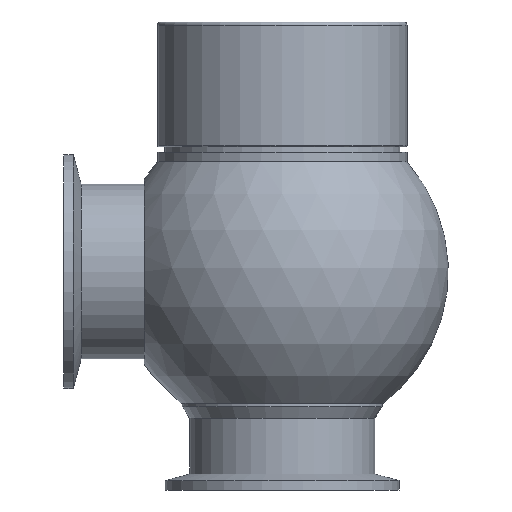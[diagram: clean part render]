
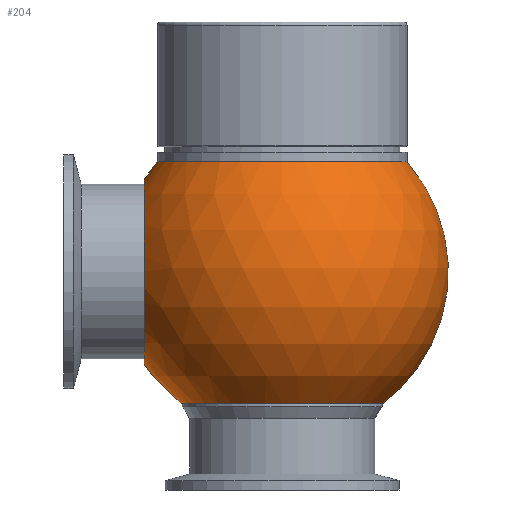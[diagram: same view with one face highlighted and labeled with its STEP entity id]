
A CAD part, front view. The second image highlights one B-rep face of the part: STEP entity #204.
In plain terms, the highlighted spherical face has radius 53.25 mm.
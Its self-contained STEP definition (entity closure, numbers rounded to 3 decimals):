
#204 = ADVANCED_FACE( '', ( #379, #380, #381 ), #382, .T. );
#379 = FACE_BOUND( '', #561, .T. );
#380 = FACE_OUTER_BOUND( '', #562, .T. );
#381 = FACE_OUTER_BOUND( '', #563, .T. );
#382 = SPHERICAL_SURFACE( '', #564, 53.25 );
#561 = EDGE_LOOP( '', ( #769 ) );
#562 = EDGE_LOOP( '', ( #770 ) );
#563 = EDGE_LOOP( '', ( #771 ) );
#564 = AXIS2_PLACEMENT_3D( '', #772, #773, #774 );
#769 = ORIENTED_EDGE( '', *, *, #955, .F. );
#770 = ORIENTED_EDGE( '', *, *, #926, .F. );
#771 = ORIENTED_EDGE( '', *, *, #949, .F. );
#772 = CARTESIAN_POINT( '', ( 0., 0., 0. ) );
#773 = DIRECTION( '', ( 0., 0., -1. ) );
#774 = DIRECTION( '', ( 1., 0., 0. ) );
#926 = EDGE_CURVE( '', #1021, #1021, #1022, .F. );
#949 = EDGE_CURVE( '', #1058, #1058, #1059, .F. );
#955 = EDGE_CURVE( '', #1067, #1067, #1068, .F. );
#1021 = VERTEX_POINT( '', #1146 );
#1022 = CIRCLE( '', #1147, 32.411 );
#1058 = VERTEX_POINT( '', #1183 );
#1059 = CIRCLE( '', #1184, 39.912 );
#1067 = VERTEX_POINT( '', #1192 );
#1068 = CIRCLE( '', #1193, 29.623 );
#1146 = CARTESIAN_POINT( '', ( 32.411, 0., -42.25 ) );
#1147 = AXIS2_PLACEMENT_3D( '', #1276, #1277, #1278 );
#1183 = CARTESIAN_POINT( '', ( -39.912, 0., 35.25 ) );
#1184 = AXIS2_PLACEMENT_3D( '', #1318, #1319, #1320 );
#1192 = CARTESIAN_POINT( '', ( -44.25, 0., -29.623 ) );
#1193 = AXIS2_PLACEMENT_3D( '', #1327, #1328, #1329 );
#1276 = CARTESIAN_POINT( '', ( 0., 0., -42.25 ) );
#1277 = DIRECTION( '', ( 0., 0., 1. ) );
#1278 = DIRECTION( '', ( 1., 0., 0. ) );
#1318 = CARTESIAN_POINT( '', ( 0., 0., 35.25 ) );
#1319 = DIRECTION( '', ( 0., 0., -1. ) );
#1320 = DIRECTION( '', ( -1., 0., 0. ) );
#1327 = CARTESIAN_POINT( '', ( -44.25, 0., 0. ) );
#1328 = DIRECTION( '', ( 1., 0., 0. ) );
#1329 = DIRECTION( '', ( 0., 0., -1. ) );
